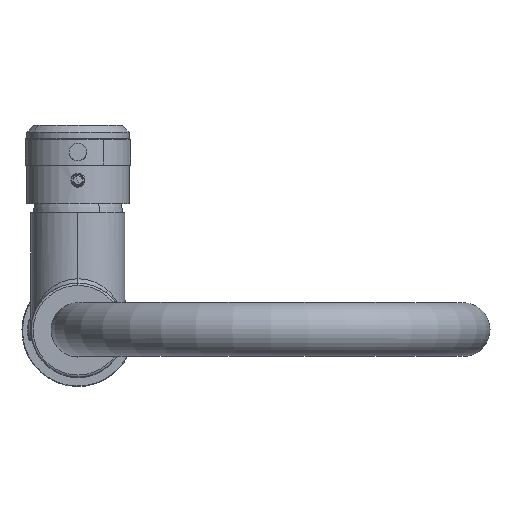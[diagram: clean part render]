
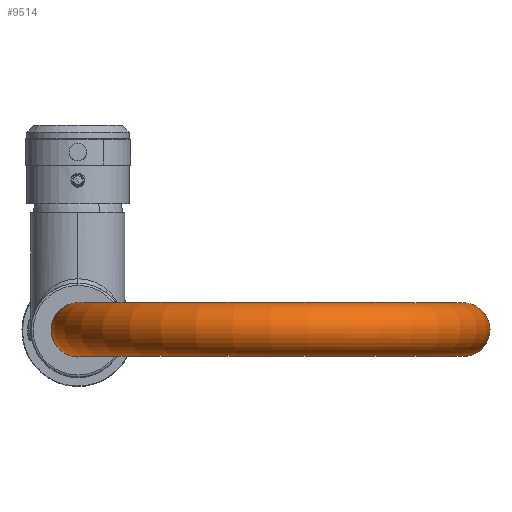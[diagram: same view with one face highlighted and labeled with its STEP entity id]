
A CAD part, top view. The second image highlights one B-rep face of the part: STEP entity #9514.
In plain terms, the highlighted toroidal (fillet/blend) face has major radius 86 mm and minor radius 12 mm.
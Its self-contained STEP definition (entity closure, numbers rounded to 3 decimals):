
#9393=CARTESIAN_POINT('Vertex',(172.,-12.,193.8)) ;
#9402=CARTESIAN_POINT('Vertex',(172.,12.,193.8)) ;
#9424=CARTESIAN_POINT('Axis2P3D Location',(86.,0.,193.8)) ;
#9433=CARTESIAN_POINT('Vertex',(0.,-12.,193.8)) ;
#9435=CARTESIAN_POINT('Vertex',(0.,12.,193.8)) ;
#9438=CARTESIAN_POINT('Axis2P3D Location',(86.,12.,193.8)) ;
#9443=CARTESIAN_POINT('Axis2P3D Location',(86.,-12.,193.8)) ;
#9486=CARTESIAN_POINT('Axis2P3D Location',(172.,0.,193.8)) ;
#9503=CARTESIAN_POINT('Axis2P3D Location',(0.,0.,193.8)) ;
#9425=DIRECTION('Axis2P3D Direction',(0.,-1.,0.)) ;
#9426=DIRECTION('Axis2P3D XDirection',(1.,0.,0.)) ;
#9439=DIRECTION('Axis2P3D Direction',(0.,-1.,0.)) ;
#9444=DIRECTION('Axis2P3D Direction',(0.,-1.,0.)) ;
#9487=DIRECTION('Axis2P3D Direction',(0.,-0.,-1.)) ;
#9504=DIRECTION('Axis2P3D Direction',(0.,0.,1.)) ;
#9427=AXIS2_PLACEMENT_3D('Torus Axis2P3D',#9424,#9425,#9426) ;
#9440=AXIS2_PLACEMENT_3D('Circle Axis2P3D',#9438,#9439,$) ;
#9445=AXIS2_PLACEMENT_3D('Circle Axis2P3D',#9443,#9444,$) ;
#9488=AXIS2_PLACEMENT_3D('Circle Axis2P3D',#9486,#9487,$) ;
#9505=AXIS2_PLACEMENT_3D('Circle Axis2P3D',#9503,#9504,$) ;
#9441=CIRCLE('generated circle',#9440,86.) ;
#9446=CIRCLE('generated circle',#9445,86.) ;
#9489=CIRCLE('generated circle',#9488,12.) ;
#9506=CIRCLE('generated circle',#9505,12.) ;
#9428=TOROIDAL_SURFACE('homeo Torus',#9427,86.,12.) ;
#9442=EDGE_CURVE('',#9403,#9436,#9441,.T.) ;
#9447=EDGE_CURVE('',#9394,#9434,#9446,.T.) ;
#9490=EDGE_CURVE('',#9403,#9394,#9489,.T.) ;
#9507=EDGE_CURVE('',#9436,#9434,#9506,.T.) ;
#9509=ORIENTED_EDGE('',*,*,#9507,.T.) ;
#9510=ORIENTED_EDGE('',*,*,#9447,.F.) ;
#9511=ORIENTED_EDGE('',*,*,#9490,.F.) ;
#9512=ORIENTED_EDGE('',*,*,#9442,.T.) ;
#9508=EDGE_LOOP('',(#9509,#9510,#9511,#9512)) ;
#9394=VERTEX_POINT('',#9393) ;
#9403=VERTEX_POINT('',#9402) ;
#9434=VERTEX_POINT('',#9433) ;
#9436=VERTEX_POINT('',#9435) ;
#9514=ADVANCED_FACE('Part2.1\\PartBody',(#9513),#9428,.T.) ;
#9513=FACE_OUTER_BOUND('',#9508,.T.) ;
